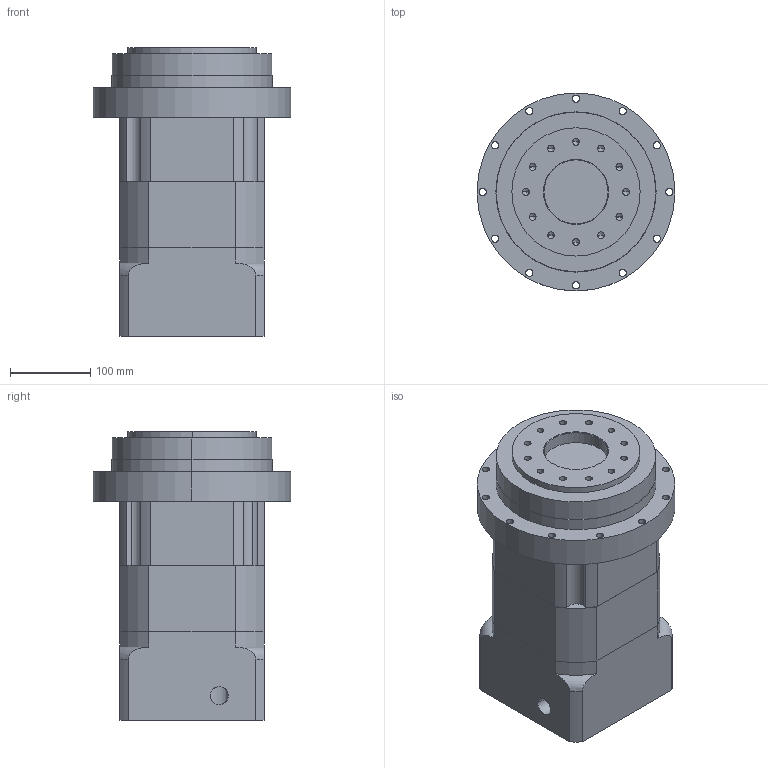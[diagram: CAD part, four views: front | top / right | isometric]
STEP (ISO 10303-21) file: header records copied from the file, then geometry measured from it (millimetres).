
FILE_DESCRIPTION (( 'STEP AP214' ), '1' );
FILE_NAME ('DF180-L2-XX-35-114.3-200-M12_2019.STEP', '2019-03-14T06:56:37', ( 'Y' ), ( 'NCU' ), 'SwSTEP 2.0', 'SolidWorks 2016', '' );
FILE_SCHEMA (( 'AUTOMOTIVE_DESIGN' ));
Length unit declared in the file: millimetre
Products named in the file (1): DF180-L2-XX-35-114.3-200-M12_2019
Bounding box: 247 x 247 x 360.5 mm (x, y, z)
Volume: 10911077.9 mm3; surface area: 654760.3 mm2
Topology: 4 solids, 4 shells, 320 faces, 772 edges, 482 vertices
Faces by surface type: cylinder 154, plane 112, cone 50, torus 4
Entity records: 10988 total; most frequent: CARTESIAN_POINT 2195, DIRECTION 1688, ORIENTED_EDGE 1480, EDGE_CURVE 740, AXIS2_PLACEMENT_3D 643, VERTEX_POINT 482, EDGE_LOOP 406, VECTOR 402
